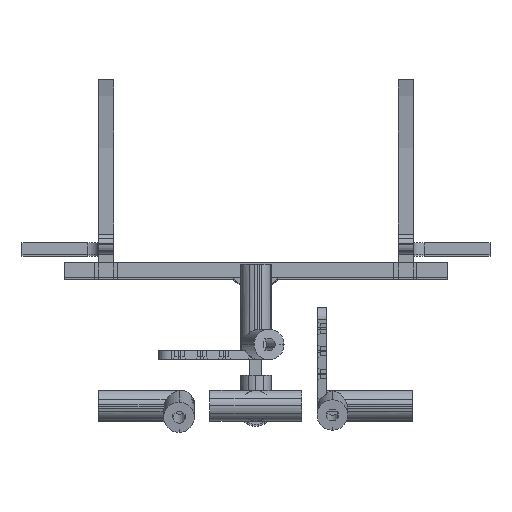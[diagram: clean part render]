
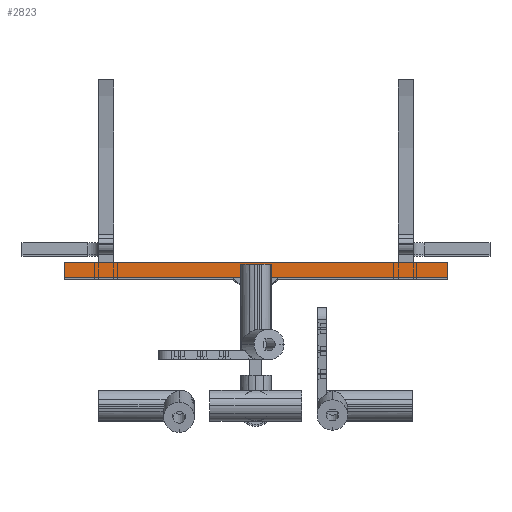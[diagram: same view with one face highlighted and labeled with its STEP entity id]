
A CAD part, top view. The second image highlights one B-rep face of the part: STEP entity #2823.
In plain terms, the highlighted face is planar.
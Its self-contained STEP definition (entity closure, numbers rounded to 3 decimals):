
#802 = EDGE_CURVE ( 'NONE', #6164, #2059, #8069, .T. ) ;
#1151 = VECTOR ( 'NONE', #8156, 1000. ) ;
#1238 = VERTEX_POINT ( 'NONE', #7797 ) ;
#1780 = EDGE_LOOP ( 'NONE', ( #3882, #3650, #2099, #3203 ) ) ;
#2059 = VERTEX_POINT ( 'NONE', #6154 ) ;
#2099 = ORIENTED_EDGE ( 'NONE', *, *, #4371, .F. ) ;
#2195 = DIRECTION ( 'NONE',  ( 0., 0., 1. ) ) ;
#2500 = DIRECTION ( 'NONE',  ( 0., -1., 0. ) ) ;
#2601 = EDGE_CURVE ( 'NONE', #1238, #5907, #8277, .T. ) ;
#2776 = LINE ( 'NONE', #5513, #5738 ) ;
#2823 = ADVANCED_FACE ( 'NONE', ( #8176 ), #3573, .F. ) ;
#2883 = DIRECTION ( 'NONE',  ( 1., 0., 0. ) ) ;
#3078 = CARTESIAN_POINT ( 'NONE',  ( -1.091, 2., 0. ) ) ;
#3203 = ORIENTED_EDGE ( 'NONE', *, *, #802, .T. ) ;
#3453 = CARTESIAN_POINT ( 'NONE',  ( -1.091, 2., 0. ) ) ;
#3573 = PLANE ( 'NONE',  #6958 ) ;
#3650 = ORIENTED_EDGE ( 'NONE', *, *, #2601, .F. ) ;
#3882 = ORIENTED_EDGE ( 'NONE', *, *, #6543, .T. ) ;
#3916 = CARTESIAN_POINT ( 'NONE',  ( -1.091, 2., -48.123 ) ) ;
#4371 = EDGE_CURVE ( 'NONE', #6164, #1238, #7602, .T. ) ;
#5513 = CARTESIAN_POINT ( 'NONE',  ( -1.091, 0., 0. ) ) ;
#5711 = VECTOR ( 'NONE', #2500, 1000. ) ;
#5725 = DIRECTION ( 'NONE',  ( 0., 0., 1. ) ) ;
#5738 = VECTOR ( 'NONE', #2195, 1000. ) ;
#5907 = VERTEX_POINT ( 'NONE', #8174 ) ;
#6154 = CARTESIAN_POINT ( 'NONE',  ( -1.091, 0., -48.123 ) ) ;
#6164 = VERTEX_POINT ( 'NONE', #3916 ) ;
#6543 = EDGE_CURVE ( 'NONE', #2059, #5907, #2776, .T. ) ;
#6958 = AXIS2_PLACEMENT_3D ( 'NONE', #3453, #2883, #8227 ) ;
#7274 = VECTOR ( 'NONE', #5725, 1000. ) ;
#7602 = LINE ( 'NONE', #3078, #7274 ) ;
#7764 = CARTESIAN_POINT ( 'NONE',  ( -1.091, 2., 1.877 ) ) ;
#7797 = CARTESIAN_POINT ( 'NONE',  ( -1.091, 2., 1.877 ) ) ;
#8069 = LINE ( 'NONE', #8116, #1151 ) ;
#8116 = CARTESIAN_POINT ( 'NONE',  ( -1.091, 2., -48.123 ) ) ;
#8156 = DIRECTION ( 'NONE',  ( 0., -1., 0. ) ) ;
#8174 = CARTESIAN_POINT ( 'NONE',  ( -1.091, 0., 1.877 ) ) ;
#8176 = FACE_OUTER_BOUND ( 'NONE', #1780, .T. ) ;
#8227 = DIRECTION ( 'NONE',  ( 0., 0., -1. ) ) ;
#8277 = LINE ( 'NONE', #7764, #5711 ) ;
